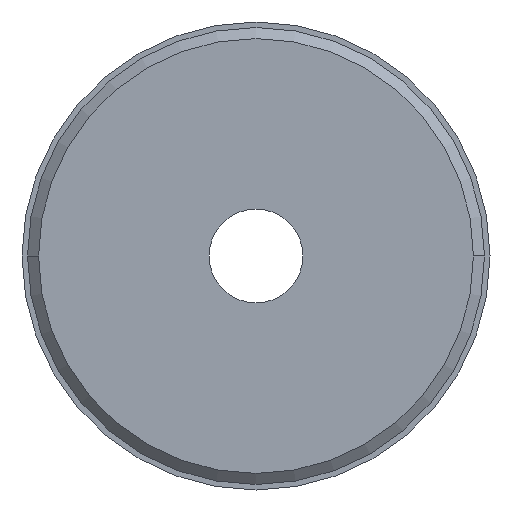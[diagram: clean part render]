
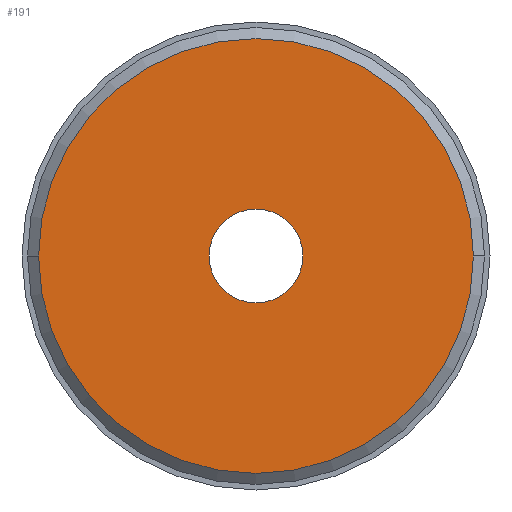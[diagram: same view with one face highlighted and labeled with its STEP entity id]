
A CAD part, front view. The second image highlights one B-rep face of the part: STEP entity #191.
In plain terms, the highlighted planar face has unit normal (0, -1, 0).
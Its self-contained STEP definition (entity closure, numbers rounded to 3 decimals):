
#2 = EDGE_LOOP ( 'NONE', ( #150, #272 ) ) ;
#8 = DIRECTION ( 'NONE',  ( -1., 0., 0. ) ) ;
#13 = DIRECTION ( 'NONE',  ( 0., 1., 0. ) ) ;
#22 = DIRECTION ( 'NONE',  ( 0., 1., 0. ) ) ;
#34 = CIRCLE ( 'NONE', #401, 4.25 ) ;
#45 = CARTESIAN_POINT ( 'NONE',  ( -19.7, 0., 0. ) ) ;
#49 = EDGE_CURVE ( 'NONE', #544, #258, #34, .T. ) ;
#106 = CARTESIAN_POINT ( 'NONE',  ( 0., 0., 0. ) ) ;
#118 = EDGE_CURVE ( 'NONE', #258, #544, #555, .T. ) ;
#126 = DIRECTION ( 'NONE',  ( 1., 0., 0. ) ) ;
#150 = ORIENTED_EDGE ( 'NONE', *, *, #513, .F. ) ;
#151 = AXIS2_PLACEMENT_3D ( 'NONE', #424, #13, #193 ) ;
#156 = AXIS2_PLACEMENT_3D ( 'NONE', #480, #387, #126 ) ;
#170 = PLANE ( 'NONE',  #156 ) ;
#187 = EDGE_LOOP ( 'NONE', ( #445, #262 ) ) ;
#191 = ADVANCED_FACE ( 'NONE', ( #439, #478 ), #170, .T. ) ;
#193 = DIRECTION ( 'NONE',  ( -1., 0., 0. ) ) ;
#203 = DIRECTION ( 'NONE',  ( 0., 1., 0. ) ) ;
#246 = CIRCLE ( 'NONE', #151, 19.7 ) ;
#254 = VERTEX_POINT ( 'NONE', #45 ) ;
#256 = CIRCLE ( 'NONE', #386, 19.7 ) ;
#258 = VERTEX_POINT ( 'NONE', #266 ) ;
#261 = CARTESIAN_POINT ( 'NONE',  ( 0., 0., 0. ) ) ;
#262 = ORIENTED_EDGE ( 'NONE', *, *, #118, .T. ) ;
#266 = CARTESIAN_POINT ( 'NONE',  ( 4.25, 0., 0. ) ) ;
#272 = ORIENTED_EDGE ( 'NONE', *, *, #539, .F. ) ;
#289 = DIRECTION ( 'NONE',  ( -1., 0., 0. ) ) ;
#386 = AXIS2_PLACEMENT_3D ( 'NONE', #106, #510, #8 ) ;
#387 = DIRECTION ( 'NONE',  ( 0., -1., 0. ) ) ;
#401 = AXIS2_PLACEMENT_3D ( 'NONE', #521, #203, #289 ) ;
#404 = VERTEX_POINT ( 'NONE', #415 ) ;
#415 = CARTESIAN_POINT ( 'NONE',  ( 19.7, 0., 0. ) ) ;
#424 = CARTESIAN_POINT ( 'NONE',  ( 0., 0., 0. ) ) ;
#439 = FACE_BOUND ( 'NONE', #187, .T. ) ;
#443 = DIRECTION ( 'NONE',  ( -1., 0., 0. ) ) ;
#445 = ORIENTED_EDGE ( 'NONE', *, *, #49, .T. ) ;
#453 = AXIS2_PLACEMENT_3D ( 'NONE', #261, #22, #443 ) ;
#478 = FACE_OUTER_BOUND ( 'NONE', #2, .T. ) ;
#480 = CARTESIAN_POINT ( 'NONE',  ( -4.25, 0., 0. ) ) ;
#510 = DIRECTION ( 'NONE',  ( 0., 1., 0. ) ) ;
#513 = EDGE_CURVE ( 'NONE', #254, #404, #246, .T. ) ;
#521 = CARTESIAN_POINT ( 'NONE',  ( 0., 0., 0. ) ) ;
#539 = EDGE_CURVE ( 'NONE', #404, #254, #256, .T. ) ;
#544 = VERTEX_POINT ( 'NONE', #563 ) ;
#555 = CIRCLE ( 'NONE', #453, 4.25 ) ;
#563 = CARTESIAN_POINT ( 'NONE',  ( -4.25, 0., 0. ) ) ;
